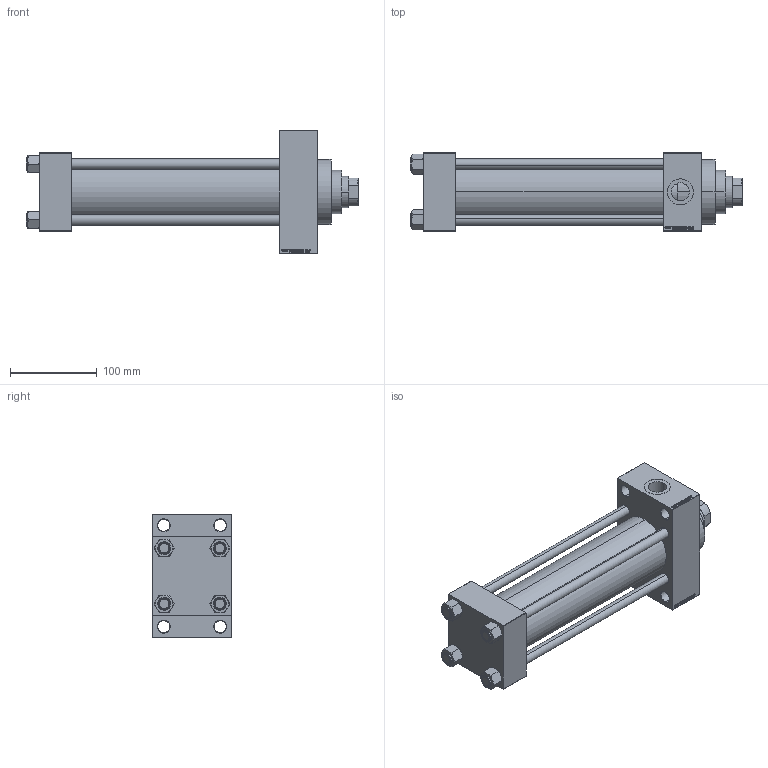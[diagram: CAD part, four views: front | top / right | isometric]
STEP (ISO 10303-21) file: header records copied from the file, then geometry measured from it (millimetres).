
FILE_DESCRIPTION (( 'STEP AP203' ), '1' );
FILE_NAME ('090a.STEP', '2024-01-15T09:17:50', ( '' ), ( '' ), 'SwSTEP 2.0', 'SolidWorks 2019', '' );
FILE_SCHEMA (( 'CONFIG_CONTROL_DESIGN' ));
Length unit declared in the file: millimetre
Products named in the file (6): NUT_M5_D f0f752a0efdf8d0edb8bdb93f604c738; 090a; V215CR_D_Body f0f752a0efdf8d0edb8bdb93f604c738; V215CR_D_TYCINKA f0f752a0efdf8d0edb8bdb93f604c738; V215CR_VCP_D f0f752a0efdf8d0edb8bdb93f604c738; V215_VC_A f0f752a0efdf8d0edb8bdb93f604c738
Assembly tree (11 placements, depth 2):
  090a
    V215CR_D_Body f0f752a0efdf8d0edb8bdb93f604c738
    V215CR_VCP_D f0f752a0efdf8d0edb8bdb93f604c738
    NUT_M5_D f0f752a0efdf8d0edb8bdb93f604c738  x4
    V215CR_D_TYCINKA f0f752a0efdf8d0edb8bdb93f604c738  x4
    V215_VC_A f0f752a0efdf8d0edb8bdb93f604c738
Bounding box: 383 x 90 x 142 mm (x, y, z)
Volume: 1488061 mm3; surface area: 327934.4 mm2
Topology: 11 solids, 11 shells, 1104 faces, 2750 edges, 1779 vertices
Faces by surface type: plane 497, bspline 368, cone 142, cylinder 89, torus 8
Entity records: 47216 total; most frequent: CARTESIAN_POINT 25072, ORIENTED_EDGE 4992, DIRECTION 3194, EDGE_CURVE 2496, VERTEX_POINT 1635, VECTOR 1504, LINE 1504, EDGE_LOOP 1115
